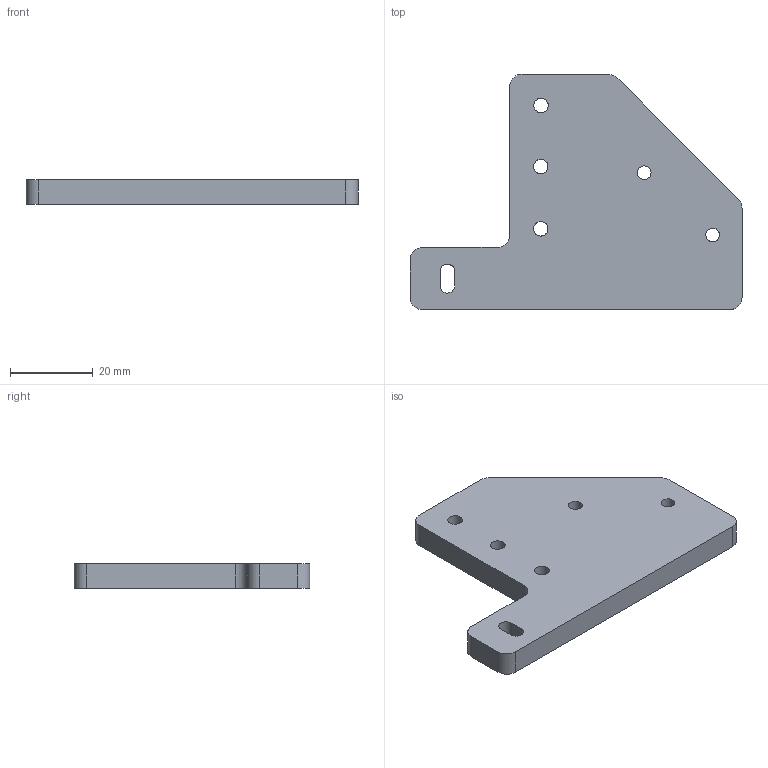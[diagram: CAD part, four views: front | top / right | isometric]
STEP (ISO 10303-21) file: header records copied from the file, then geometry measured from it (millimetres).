
FILE_DESCRIPTION(('FreeCAD Model'),'2;1');
FILE_NAME('Simple_Idler_REAR_R1.step','2020-10-22T11:58:31',('Author'),(''), 'Open CASCADE STEP processor 7.3','FreeCAD','Unknown');
FILE_SCHEMA(('AUTOMOTIVE_DESIGN { 1 0 10303 214 1 1 1 1 }'));
Length unit declared in the file: millimetre
Products named in the file (1): Simple_Idler_REAR_R1
Bounding box: 80 x 56.73 x 6 mm (x, y, z)
Volume: 17892.9 mm3; surface area: 7886.2 mm2
Topology: 1 solids, 1 shells, 25 faces, 75 edges, 52 vertices
Faces by surface type: cylinder 14, plane 9, bspline 2
Full cylindrical faces by diameter (mm): 3.3 x2, 3.5 x3
Entity records: 4277 total; most frequent: CARTESIAN_POINT 2942, DIRECTION 170, ORIENTED_EDGE 150, PCURVE 150, DEFINITIONAL_REPRESENTATION 150, B_SPLINE_CURVE_WITH_KNOTS 110, LINE 108, VECTOR 108
